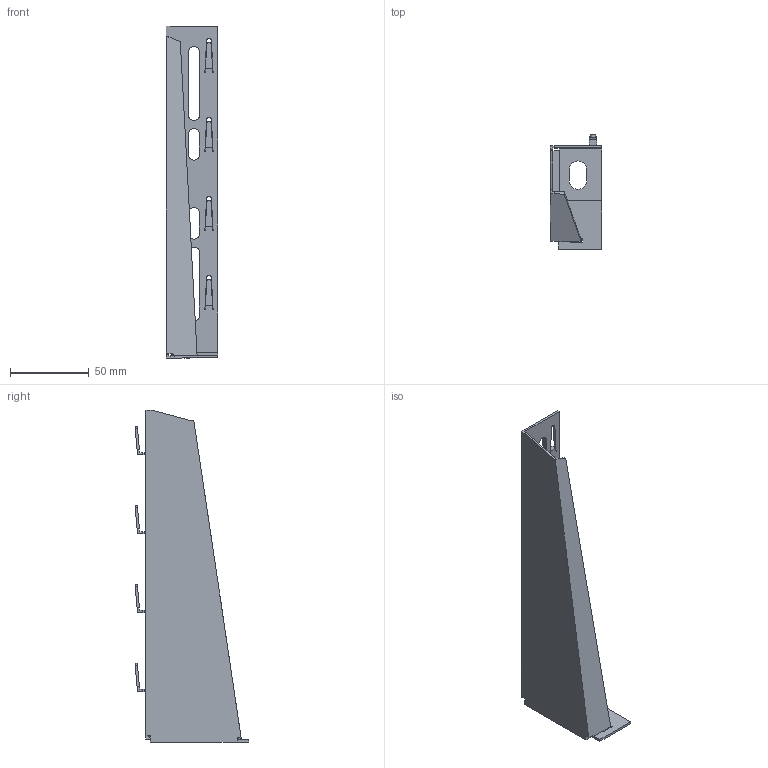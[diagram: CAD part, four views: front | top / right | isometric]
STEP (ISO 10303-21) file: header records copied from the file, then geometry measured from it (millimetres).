
FILE_DESCRIPTION (( 'STEP AP214' ), '1' );
FILE_NAME ('6424402.STEP', '2024-05-31T11:28:32', ( '' ), ( '' ), 'SwSTEP 2.0', 'SolidWorks 2022', '' );
FILE_SCHEMA (( 'AUTOMOTIVE_DESIGN' ));
Length unit declared in the file: millimetre
Products named in the file (2): 6424402; 183071_MWAG
Assembly tree (1 placements, depth 2):
  6424402
    183071_MWAG
Bounding box: 32.54 x 72.19 x 210.3 mm (x, y, z)
Volume: 29891.9 mm3; surface area: 42178.7 mm2
Topology: 1 solids, 1 shells, 169 faces, 493 edges, 326 vertices
Faces by surface type: plane 122, cylinder 27, bspline 20
Entity records: 6179 total; most frequent: CARTESIAN_POINT 1840, ORIENTED_EDGE 986, DIRECTION 733, EDGE_CURVE 493, LINE 327, VECTOR 327, VERTEX_POINT 326, AXIS2_PLACEMENT_3D 203
